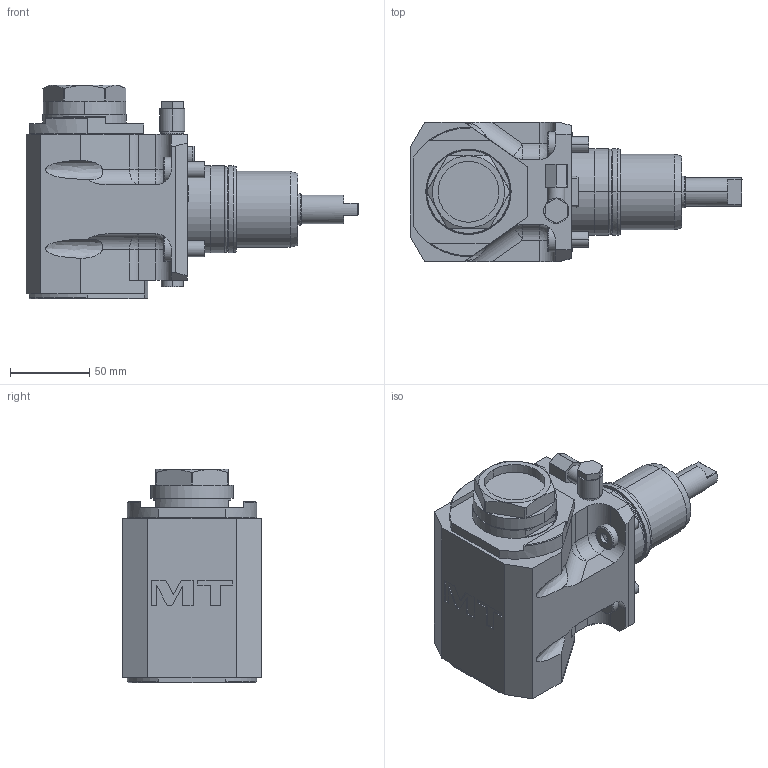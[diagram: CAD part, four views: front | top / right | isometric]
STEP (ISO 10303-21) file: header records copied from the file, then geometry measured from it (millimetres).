
FILE_DESCRIPTION((''),'2;1');
FILE_NAME('NKM2090140_CONF','2023-03-13T15:57:03',('smalpassi'),('M.T. srl'),'CREO PARAMETRIC BY PTC INC, 2021072','CREO PARAMETRIC BY PTC INC, 2021072','');
FILE_SCHEMA(('CONFIG_CONTROL_DESIGN'));
Length unit declared in the file: millimetre
Products named in the file (1): NKM2090140_CONF
Bounding box: 210 x 88 x 135.05 mm (x, y, z)
Volume: 996854.5 mm3; surface area: 95944.6 mm2
Topology: 2 solids, 2 shells, 371 faces, 917 edges, 586 vertices
Faces by surface type: plane 171, cylinder 134, cone 34, torus 18, sphere 8, bspline 4, extrusion 2
Entity records: 12599 total; most frequent: CARTESIAN_POINT 3664, DIRECTION 1899, ORIENTED_EDGE 1818, EDGE_CURVE 909, AXIS2_PLACEMENT_3D 719, VERTEX_POINT 586, VECTOR 461, LINE 459
